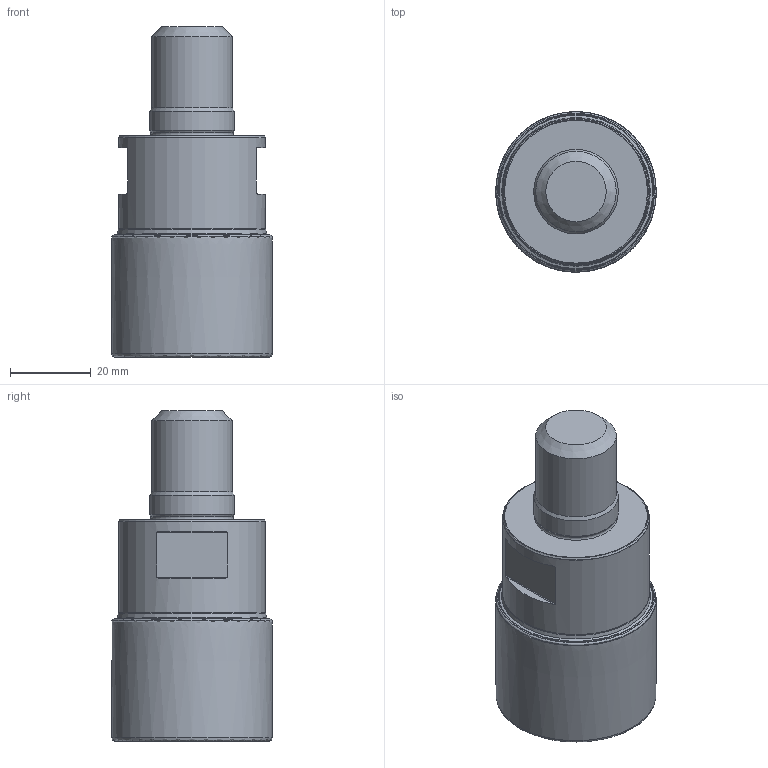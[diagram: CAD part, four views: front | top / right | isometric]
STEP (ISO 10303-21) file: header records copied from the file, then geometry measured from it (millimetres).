
FILE_DESCRIPTION(/* description */ (''),/* implementation_level */ '2;1');
FILE_NAME(/* name */ 'R217.69-2040.RE-029-XO16.3A_Basic.stp',/* time_stamp */ '2021-05-07T05:50:20+05:00',/* author */ (''),/* organization */ (''),/* preprocessor_version */ 'ST-DEVELOPER v16.7',/* originating_system */ 'SIEMENS PLM Software NX 12.0',/* authorisation */ '');
FILE_SCHEMA (('AUTOMOTIVE_DESIGN { 1 0 10303 214 3 1 1 1 }'));
Length unit declared in the file: millimetre
Products named in the file (4): CUT; NOCUT; ASSEMBLY_CONSTRUCTION; inpu43202796mykp
Assembly tree (3 placements, depth 2):
  inpu43202796mykp
    ASSEMBLY_CONSTRUCTION
    NOCUT
    CUT
Bounding box: 39.85 x 39.85 x 82 mm (x, y, z)
Volume: 95260.1 mm3; surface area: 17599.5 mm2
Topology: 2 solids, 2 shells, 67 faces, 145 edges, 97 vertices
Faces by surface type: revolution 30, cone 12, plane 10, torus 8, cylinder 7
Full cylindrical faces by diameter (mm): 20 x1, 20.994 x1, 36.5 x1
Entity records: 2244 total; most frequent: CARTESIAN_POINT 790, DIRECTION 270, ORIENTED_EDGE 160, EDGE_LOOP 124, AXIS2_PLACEMENT_3D 114, FACE_BOUND 112, EDGE_CURVE 80, VERTEX_POINT 72
